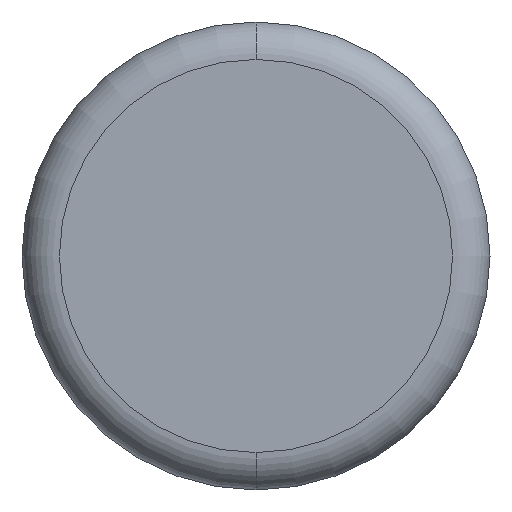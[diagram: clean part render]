
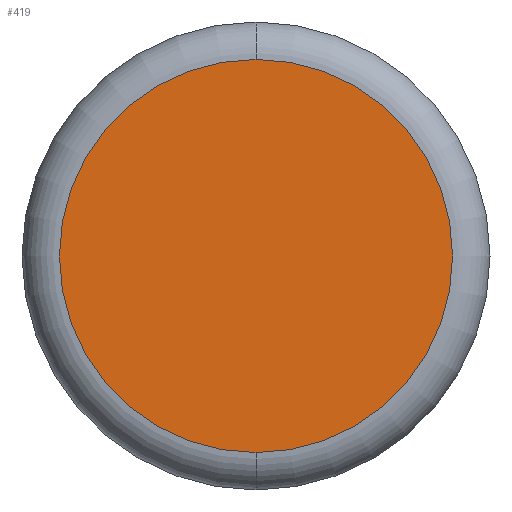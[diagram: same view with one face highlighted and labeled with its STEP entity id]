
A CAD part, front view. The second image highlights one B-rep face of the part: STEP entity #419.
In plain terms, the highlighted planar face has unit normal (0, -1, 0).
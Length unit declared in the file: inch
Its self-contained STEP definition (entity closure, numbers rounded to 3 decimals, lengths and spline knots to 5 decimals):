
#15 = PLANE ( 'NONE',  #77 ) ;
#65 = EDGE_CURVE ( 'NONE', #476, #67, #103, .T. ) ;
#67 = VERTEX_POINT ( 'NONE', #290 ) ;
#77 = AXIS2_PLACEMENT_3D ( 'NONE', #422, #469, #78 ) ;
#78 = DIRECTION ( 'NONE',  ( 0., 0., -1. ) ) ;
#100 = DIRECTION ( 'NONE',  ( 0., 0., -1. ) ) ;
#103 = CIRCLE ( 'NONE', #545, 0.105 ) ;
#122 = CIRCLE ( 'NONE', #304, 0.105 ) ;
#156 = DIRECTION ( 'NONE',  ( 0., -1., 0. ) ) ;
#224 = EDGE_LOOP ( 'NONE', ( #370, #231 ) ) ;
#231 = ORIENTED_EDGE ( 'NONE', *, *, #65, .T. ) ;
#236 = DIRECTION ( 'NONE',  ( 0., -1., 0. ) ) ;
#269 = EDGE_CURVE ( 'NONE', #67, #476, #122, .T. ) ;
#290 = CARTESIAN_POINT ( 'NONE',  ( 0., 0., -0.105 ) ) ;
#294 = CARTESIAN_POINT ( 'NONE',  ( 0., 0., 0.105 ) ) ;
#304 = AXIS2_PLACEMENT_3D ( 'NONE', #348, #236, #470 ) ;
#348 = CARTESIAN_POINT ( 'NONE',  ( 0., 0., 0. ) ) ;
#366 = CARTESIAN_POINT ( 'NONE',  ( 0., 0., 0. ) ) ;
#370 = ORIENTED_EDGE ( 'NONE', *, *, #269, .T. ) ;
#391 = FACE_OUTER_BOUND ( 'NONE', #224, .T. ) ;
#419 = ADVANCED_FACE ( 'NONE', ( #391 ), #15, .T. ) ;
#422 = CARTESIAN_POINT ( 'NONE',  ( 0., 0., 0. ) ) ;
#469 = DIRECTION ( 'NONE',  ( 0., -1., 0. ) ) ;
#470 = DIRECTION ( 'NONE',  ( 0., 0., -1. ) ) ;
#476 = VERTEX_POINT ( 'NONE', #294 ) ;
#545 = AXIS2_PLACEMENT_3D ( 'NONE', #366, #156, #100 ) ;
